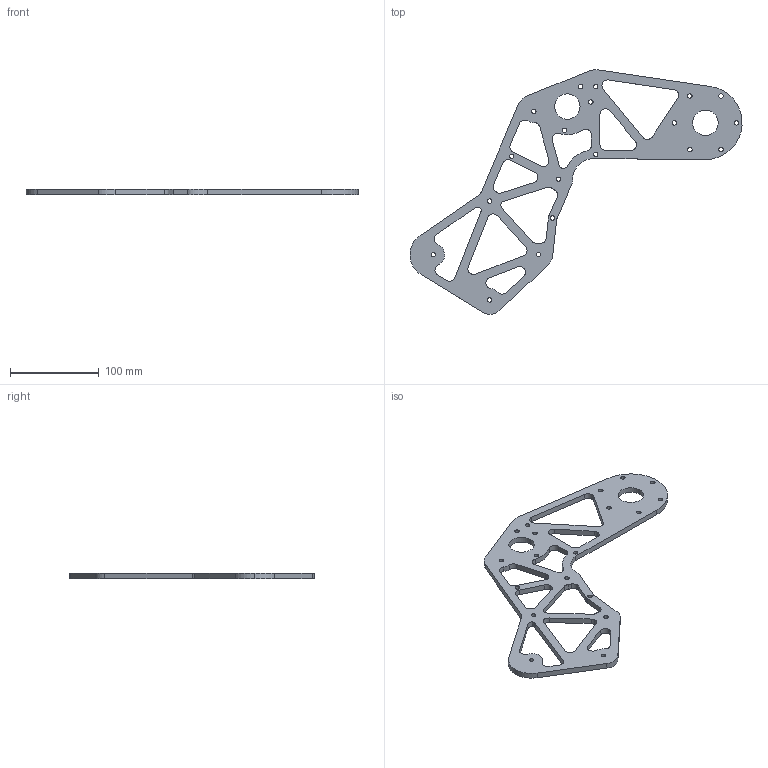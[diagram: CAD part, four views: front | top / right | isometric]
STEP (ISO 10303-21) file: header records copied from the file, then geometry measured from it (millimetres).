
FILE_DESCRIPTION (( 'STEP AP214' ), '1' );
FILE_NAME ('599-24-Season-IN-P-2001.STEP', '2024-01-31T00:38:03', ( '' ), ( '' ), 'SwSTEP 2.0', 'SolidWorks 2023', '' );
FILE_SCHEMA (( 'AUTOMOTIVE_DESIGN' ));
Length unit declared in the file: inch
Products named in the file (1): 599-24-Season-IN-P-2001
Bounding box: 373.41 x 275.04 x 6.35 mm (x, y, z)
Volume: 153420 mm3; surface area: 67792.8 mm2
Topology: 1 solids, 1 shells, 149 faces, 441 edges, 294 vertices
Faces by surface type: cylinder 112, plane 37
Entity records: 5246 total; most frequent: DIRECTION 965, CARTESIAN_POINT 885, ORIENTED_EDGE 882, EDGE_CURVE 441, AXIS2_PLACEMENT_3D 374, VERTEX_POINT 294, CIRCLE 224, VECTOR 217
